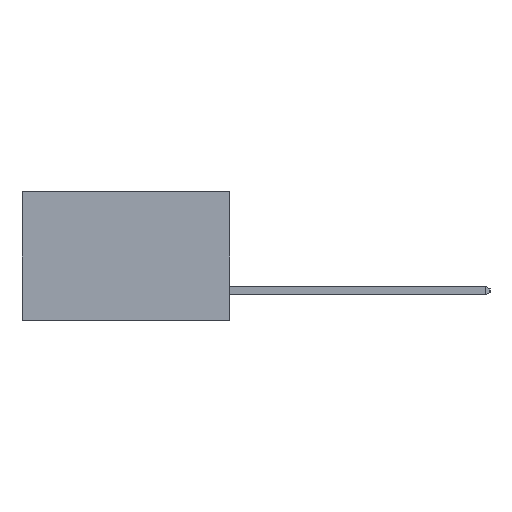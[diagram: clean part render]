
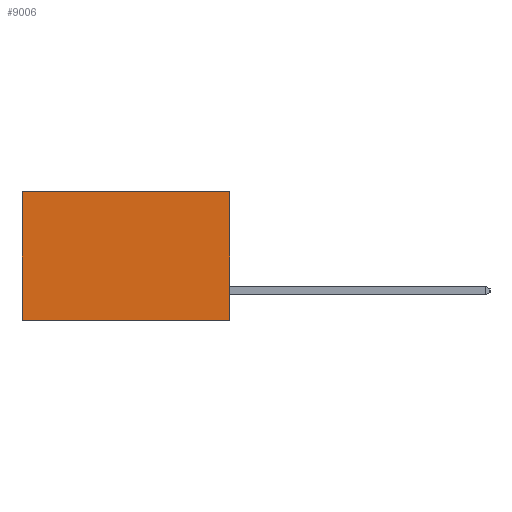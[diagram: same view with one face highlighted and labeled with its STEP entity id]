
A CAD part, left-side view. The second image highlights one B-rep face of the part: STEP entity #9006.
In plain terms, the highlighted planar face has unit normal (-1, 0, 0).
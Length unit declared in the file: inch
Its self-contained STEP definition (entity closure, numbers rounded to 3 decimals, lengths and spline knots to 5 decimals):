
#1097 = LINE ( 'NONE', #6027, #12177 ) ;
#1335 = CARTESIAN_POINT ( 'NONE',  ( 0.2615, 0., 0. ) ) ;
#1881 = LINE ( 'NONE', #13681, #16468 ) ;
#2887 = EDGE_LOOP ( 'NONE', ( #14774, #9979, #12051, #13369 ) ) ;
#4996 = LINE ( 'NONE', #15281, #12163 ) ;
#5008 = VERTEX_POINT ( 'NONE', #17707 ) ;
#5527 = EDGE_CURVE ( 'NONE', #13527, #6071, #1881, .T. ) ;
#5856 = DIRECTION ( 'NONE',  ( 0., 0., -1. ) ) ;
#5863 = DIRECTION ( 'NONE',  ( 1., 0., 0. ) ) ;
#5883 = CARTESIAN_POINT ( 'NONE',  ( 0.2615, 0., -0.37 ) ) ;
#6027 = CARTESIAN_POINT ( 'NONE',  ( 0.2615, 0., 0. ) ) ;
#6071 = VERTEX_POINT ( 'NONE', #9438 ) ;
#6219 = PLANE ( 'NONE',  #16121 ) ;
#9006 = ADVANCED_FACE ( 'NONE', ( #17663 ), #6219, .F. ) ;
#9438 = CARTESIAN_POINT ( 'NONE',  ( 0.2615, 0.6, -0.37 ) ) ;
#9952 = LINE ( 'NONE', #14634, #16377 ) ;
#9979 = ORIENTED_EDGE ( 'NONE', *, *, #10806, .F. ) ;
#10201 = EDGE_CURVE ( 'NONE', #14705, #13527, #1097, .T. ) ;
#10806 = EDGE_CURVE ( 'NONE', #5008, #6071, #9952, .T. ) ;
#11278 = CARTESIAN_POINT ( 'NONE',  ( 0.2615, 0.6, 0. ) ) ;
#12051 = ORIENTED_EDGE ( 'NONE', *, *, #16959, .F. ) ;
#12163 = VECTOR ( 'NONE', #16609, 39.37008 ) ;
#12177 = VECTOR ( 'NONE', #14467, 39.37008 ) ;
#13369 = ORIENTED_EDGE ( 'NONE', *, *, #10201, .T. ) ;
#13527 = VERTEX_POINT ( 'NONE', #11278 ) ;
#13646 = DIRECTION ( 'NONE',  ( 0., 0., -1. ) ) ;
#13681 = CARTESIAN_POINT ( 'NONE',  ( 0.2615, 0.6, -0.37 ) ) ;
#14467 = DIRECTION ( 'NONE',  ( 0., 1., 0. ) ) ;
#14634 = CARTESIAN_POINT ( 'NONE',  ( 0.2615, 0., -0.37 ) ) ;
#14705 = VERTEX_POINT ( 'NONE', #1335 ) ;
#14774 = ORIENTED_EDGE ( 'NONE', *, *, #5527, .T. ) ;
#15281 = CARTESIAN_POINT ( 'NONE',  ( 0.2615, 0., -0.37 ) ) ;
#15971 = DIRECTION ( 'NONE',  ( 0., 1., 0. ) ) ;
#16121 = AXIS2_PLACEMENT_3D ( 'NONE', #5883, #5863, #5856 ) ;
#16377 = VECTOR ( 'NONE', #15971, 39.37008 ) ;
#16468 = VECTOR ( 'NONE', #13646, 39.37008 ) ;
#16609 = DIRECTION ( 'NONE',  ( 0., 0., -1. ) ) ;
#16959 = EDGE_CURVE ( 'NONE', #14705, #5008, #4996, .T. ) ;
#17663 = FACE_OUTER_BOUND ( 'NONE', #2887, .T. ) ;
#17707 = CARTESIAN_POINT ( 'NONE',  ( 0.2615, 0., -0.37 ) ) ;
